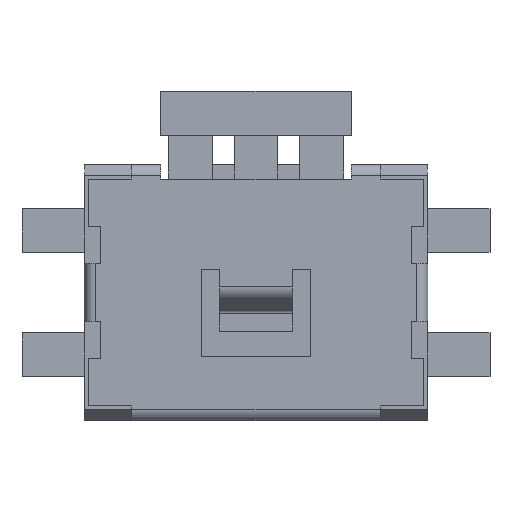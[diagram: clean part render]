
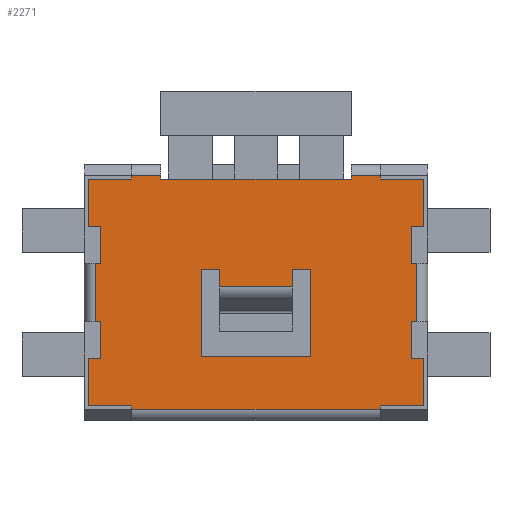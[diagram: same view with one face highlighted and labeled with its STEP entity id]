
A CAD part, top view. The second image highlights one B-rep face of the part: STEP entity #2271.
In plain terms, the highlighted planar face has unit normal (0, 0, 1).
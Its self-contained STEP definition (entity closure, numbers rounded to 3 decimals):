
#13=DIRECTION('',(0.,0.,1.));
#27=VECTOR('',#28,1.);
#28=DIRECTION('',(1.,0.,0.));
#40=VECTOR('',#41,1.);
#41=DIRECTION('',(1.,0.,0.));
#91=DIRECTION('',(0.,1.,0.));
#111=VECTOR('',#112,1.);
#112=DIRECTION('',(0.,-1.,0.));
#118=VECTOR('',#119,1.);
#119=DIRECTION('',(-1.,0.,0.));
#141=VECTOR('',#91,1.);
#172=VECTOR('',#173,1.);
#173=DIRECTION('',(-1.,0.,0.));
#259=VECTOR('',#260,1.);
#260=DIRECTION('',(0.,-1.,0.));
#363=VECTOR('',#364,1.);
#364=DIRECTION('',(0.,1.,0.));
#535=VECTOR('',#536,1.);
#536=DIRECTION('',(0.,-1.,0.));
#690=VECTOR('',#691,1.);
#691=DIRECTION('',(-1.,0.,0.));
#799=VECTOR('',#800,1.);
#800=DIRECTION('',(1.,0.,0.));
#1048=DIRECTION('',(-1.,-0.,-0.));
#1063=VECTOR('',#1048,1.);
#1257=VECTOR('',#1258,1.);
#1258=DIRECTION('',(-0.,-1.,-0.));
#1488=VERTEX_POINT('',#1489);
#1489=CARTESIAN_POINT('',(1.3,1.55,1.65));
#1491=ORIENTED_EDGE('',*,*,#1492,.T.);
#1492=EDGE_CURVE('',#1488,#1493,#1495,.T.);
#1493=VERTEX_POINT('',#1494);
#1494=CARTESIAN_POINT('',(-1.3,1.55,1.65));
#1495=LINE('',#1496,#172);
#1496=CARTESIAN_POINT('',(2.295,1.55,1.65));
#1706=VERTEX_POINT('',#1707);
#1707=CARTESIAN_POINT('',(1.7,1.55,1.65));
#1709=ORIENTED_EDGE('',*,*,#1710,.T.);
#1710=EDGE_CURVE('',#1706,#1711,#1713,.T.);
#1711=VERTEX_POINT('',#1712);
#1712=CARTESIAN_POINT('',(1.7,1.6,1.65));
#1713=LINE('',#1707,#363);
#1727=VERTEX_POINT('',#1728);
#1728=CARTESIAN_POINT('',(2.125,0.4,1.65));
#1731=EDGE_CURVE('',#1727,#1732,#1734,.T.);
#1732=VERTEX_POINT('',#1733);
#1733=CARTESIAN_POINT('',(2.2,0.4,1.65));
#1734=LINE('',#1728,#27);
#1744=ORIENTED_EDGE('',*,*,#1745,.T.);
#1745=EDGE_CURVE('',#1727,#1746,#1748,.T.);
#1746=VERTEX_POINT('',#1747);
#1747=CARTESIAN_POINT('',(2.125,0.9,1.65));
#1748=LINE('',#1749,#141);
#1749=CARTESIAN_POINT('',(2.125,-1.55,1.65));
#1760=VERTEX_POINT('',#1761);
#1761=CARTESIAN_POINT('',(2.295,0.9,1.65));
#1764=EDGE_CURVE('',#1760,#1746,#1765,.T.);
#1765=LINE('',#1761,#172);
#1774=VERTEX_POINT('',#1496);
#1777=EDGE_CURVE('',#1774,#1760,#1778,.T.);
#1778=LINE('',#1496,#111);
#1786=ORIENTED_EDGE('',*,*,#1787,.T.);
#1787=EDGE_CURVE('',#1774,#1706,#1495,.T.);
#1793=EDGE_CURVE('',#1794,#1732,#1796,.T.);
#1794=VERTEX_POINT('',#1795);
#1795=CARTESIAN_POINT('',(2.2,-0.4,1.65));
#1796=LINE('',#1795,#141);
#1810=VERTEX_POINT('',#1811);
#1811=CARTESIAN_POINT('',(2.125,-0.4,1.65));
#1813=ORIENTED_EDGE('',*,*,#1814,.T.);
#1814=EDGE_CURVE('',#1810,#1794,#1815,.T.);
#1815=LINE('',#1811,#27);
#1821=ORIENTED_EDGE('',*,*,#1822,.F.);
#1822=EDGE_CURVE('',#1823,#1825,#1827,.T.);
#1823=VERTEX_POINT('',#1824);
#1824=CARTESIAN_POINT('',(2.295,-1.55,1.65));
#1825=VERTEX_POINT('',#1826);
#1826=CARTESIAN_POINT('',(1.7,-1.55,1.65));
#1827=LINE('',#1824,#172);
#1842=VERTEX_POINT('',#1843);
#1843=CARTESIAN_POINT('',(2.295,-0.9,1.65));
#1846=EDGE_CURVE('',#1842,#1823,#1847,.T.);
#1847=LINE('',#1843,#111);
#1856=VERTEX_POINT('',#1857);
#1857=CARTESIAN_POINT('',(2.125,-0.9,1.65));
#1860=EDGE_CURVE('',#1856,#1842,#1861,.T.);
#1861=LINE('',#1857,#27);
#1869=ORIENTED_EDGE('',*,*,#1870,.T.);
#1870=EDGE_CURVE('',#1856,#1810,#1748,.T.);
#1876=EDGE_CURVE('',#1825,#1877,#1879,.T.);
#1877=VERTEX_POINT('',#1878);
#1878=CARTESIAN_POINT('',(1.7,-1.6,1.65));
#1879=LINE('',#1826,#259);
#1891=VERTEX_POINT('',#1892);
#1892=CARTESIAN_POINT('',(-1.7,-1.55,1.65));
#1894=ORIENTED_EDGE('',*,*,#1895,.T.);
#1895=EDGE_CURVE('',#1891,#1896,#1898,.T.);
#1896=VERTEX_POINT('',#1897);
#1897=CARTESIAN_POINT('',(-1.7,-1.6,1.65));
#1898=LINE('',#1892,#259);
#1913=VERTEX_POINT('',#1914);
#1914=CARTESIAN_POINT('',(-2.125,-0.4,1.65));
#1917=EDGE_CURVE('',#1913,#1918,#1920,.T.);
#1918=VERTEX_POINT('',#1919);
#1919=CARTESIAN_POINT('',(-2.2,-0.4,1.65));
#1920=LINE('',#1914,#118);
#1930=ORIENTED_EDGE('',*,*,#1931,.T.);
#1931=EDGE_CURVE('',#1913,#1932,#1934,.T.);
#1932=VERTEX_POINT('',#1933);
#1933=CARTESIAN_POINT('',(-2.125,-0.9,1.65));
#1934=LINE('',#1935,#111);
#1935=CARTESIAN_POINT('',(-2.125,1.55,1.65));
#1945=ORIENTED_EDGE('',*,*,#1946,.T.);
#1946=EDGE_CURVE('',#1932,#1947,#1949,.T.);
#1947=VERTEX_POINT('',#1948);
#1948=CARTESIAN_POINT('',(-2.295,-0.9,1.65));
#1949=LINE('',#1933,#1063);
#1959=ORIENTED_EDGE('',*,*,#1960,.T.);
#1960=EDGE_CURVE('',#1947,#1961,#1963,.T.);
#1961=VERTEX_POINT('',#1962);
#1962=CARTESIAN_POINT('',(-2.295,-1.55,1.65));
#1963=LINE('',#1948,#1257);
#1972=ORIENTED_EDGE('',*,*,#1973,.F.);
#1973=EDGE_CURVE('',#1891,#1961,#1827,.T.);
#1980=EDGE_CURVE('',#1981,#1918,#1983,.T.);
#1981=VERTEX_POINT('',#1982);
#1982=CARTESIAN_POINT('',(-2.2,0.4,1.65));
#1983=LINE('',#1982,#535);
#1997=VERTEX_POINT('',#1998);
#1998=CARTESIAN_POINT('',(-1.7,1.55,1.65));
#2000=ORIENTED_EDGE('',*,*,#2001,.T.);
#2001=EDGE_CURVE('',#1997,#2002,#1495,.T.);
#2002=VERTEX_POINT('',#2003);
#2003=CARTESIAN_POINT('',(-2.295,1.55,1.65));
#2011=ORIENTED_EDGE('',*,*,#2012,.T.);
#2012=EDGE_CURVE('',#2002,#2013,#2015,.T.);
#2013=VERTEX_POINT('',#2014);
#2014=CARTESIAN_POINT('',(-2.295,0.9,1.65));
#2015=LINE('',#2003,#1257);
#2025=ORIENTED_EDGE('',*,*,#2026,.T.);
#2026=EDGE_CURVE('',#2013,#2027,#2029,.T.);
#2027=VERTEX_POINT('',#2028);
#2028=CARTESIAN_POINT('',(-2.125,0.9,1.65));
#2029=LINE('',#2014,#27);
#2039=ORIENTED_EDGE('',*,*,#2040,.T.);
#2040=EDGE_CURVE('',#2027,#2041,#1934,.T.);
#2041=VERTEX_POINT('',#2042);
#2042=CARTESIAN_POINT('',(-2.125,0.4,1.65));
#2050=ORIENTED_EDGE('',*,*,#2051,.T.);
#2051=EDGE_CURVE('',#2041,#1981,#2052,.T.);
#2052=LINE('',#2042,#118);
#2059=EDGE_CURVE('',#1997,#2060,#2062,.T.);
#2060=VERTEX_POINT('',#2061);
#2061=CARTESIAN_POINT('',(-1.7,1.6,1.65));
#2062=LINE('',#1998,#363);
#2132=EDGE_CURVE('',#1896,#1877,#2133,.T.);
#2133=LINE('',#1897,#40);
#2261=VERTEX_POINT('',#2262);
#2262=CARTESIAN_POINT('',(-1.3,1.6,1.65));
#2266=EDGE_CURVE('',#1493,#2261,#2267,.T.);
#2267=LINE('',#1494,#363);
#2271=ADVANCED_FACE('',(#2272,#2297),#2338,.T.);
#2272=FACE_BOUND('',#2273,.T.);
#2273=EDGE_LOOP('',(#1821,#2274,#2275,#1869,#1813,#2276,#2277,#1744,#2278,#2279,#1786,#1709,#2280,#2285,#1491,#2288,#2289,#2292,#2000,#2011,#2025,#2039,#2050,#2293,#2294,#1930,#1945,#1959,#1972,#1894,#2295,#2296));
#2274=ORIENTED_EDGE('',*,*,#1846,.F.);
#2275=ORIENTED_EDGE('',*,*,#1860,.F.);
#2276=ORIENTED_EDGE('',*,*,#1793,.T.);
#2277=ORIENTED_EDGE('',*,*,#1731,.F.);
#2278=ORIENTED_EDGE('',*,*,#1764,.F.);
#2279=ORIENTED_EDGE('',*,*,#1777,.F.);
#2280=ORIENTED_EDGE('',*,*,#2281,.F.);
#2281=EDGE_CURVE('',#2282,#1711,#2284,.T.);
#2282=VERTEX_POINT('',#2283);
#2283=CARTESIAN_POINT('',(1.3,1.6,1.65));
#2284=LINE('',#2283,#799);
#2285=ORIENTED_EDGE('',*,*,#2286,.F.);
#2286=EDGE_CURVE('',#1488,#2282,#2287,.T.);
#2287=LINE('',#1489,#363);
#2288=ORIENTED_EDGE('',*,*,#2266,.T.);
#2289=ORIENTED_EDGE('',*,*,#2290,.T.);
#2290=EDGE_CURVE('',#2261,#2060,#2291,.T.);
#2291=LINE('',#2262,#690);
#2292=ORIENTED_EDGE('',*,*,#2059,.F.);
#2293=ORIENTED_EDGE('',*,*,#1980,.T.);
#2294=ORIENTED_EDGE('',*,*,#1917,.F.);
#2295=ORIENTED_EDGE('',*,*,#2132,.T.);
#2296=ORIENTED_EDGE('',*,*,#1876,.F.);
#2297=FACE_BOUND('',#2298,.T.);
#2298=EDGE_LOOP('',(#2299,#2306,#2311,#2317,#2322,#2327,#2332,#2335));
#2299=ORIENTED_EDGE('',*,*,#2300,.F.);
#2300=EDGE_CURVE('',#2301,#2303,#2305,.T.);
#2301=VERTEX_POINT('',#2302);
#2302=CARTESIAN_POINT('',(-0.75,-0.88,1.65));
#2303=VERTEX_POINT('',#2304);
#2304=CARTESIAN_POINT('',(0.75,-0.88,1.65));
#2305=LINE('',#2302,#27);
#2306=ORIENTED_EDGE('',*,*,#2307,.F.);
#2307=EDGE_CURVE('',#2308,#2301,#2310,.T.);
#2308=VERTEX_POINT('',#2309);
#2309=CARTESIAN_POINT('',(-0.75,0.32,1.65));
#2310=LINE('',#2309,#111);
#2311=ORIENTED_EDGE('',*,*,#2312,.F.);
#2312=EDGE_CURVE('',#2313,#2308,#2315,.T.);
#2313=VERTEX_POINT('',#2314);
#2314=CARTESIAN_POINT('',(-0.5,0.32,1.65));
#2315=LINE('',#2316,#172);
#2316=CARTESIAN_POINT('',(0.75,0.32,1.65));
#2317=ORIENTED_EDGE('',*,*,#2318,.T.);
#2318=EDGE_CURVE('',#2313,#2319,#2321,.T.);
#2319=VERTEX_POINT('',#2320);
#2320=CARTESIAN_POINT('',(-0.5,0.076,1.65));
#2321=LINE('',#2314,#259);
#2322=ORIENTED_EDGE('',*,*,#2323,.T.);
#2323=EDGE_CURVE('',#2319,#2324,#2326,.T.);
#2324=VERTEX_POINT('',#2325);
#2325=CARTESIAN_POINT('',(0.5,0.076,1.65));
#2326=LINE('',#2320,#40);
#2327=ORIENTED_EDGE('',*,*,#2328,.F.);
#2328=EDGE_CURVE('',#2329,#2324,#2331,.T.);
#2329=VERTEX_POINT('',#2330);
#2330=CARTESIAN_POINT('',(0.5,0.32,1.65));
#2331=LINE('',#2330,#259);
#2332=ORIENTED_EDGE('',*,*,#2333,.F.);
#2333=EDGE_CURVE('',#2334,#2329,#2315,.T.);
#2334=VERTEX_POINT('',#2316);
#2335=ORIENTED_EDGE('',*,*,#2336,.F.);
#2336=EDGE_CURVE('',#2303,#2334,#2337,.T.);
#2337=LINE('',#2304,#141);
#2338=PLANE('',#2339);
#2339=AXIS2_PLACEMENT_3D('',#2340,#13,#28);
#2340=CARTESIAN_POINT('',(0.,0.,1.65));
